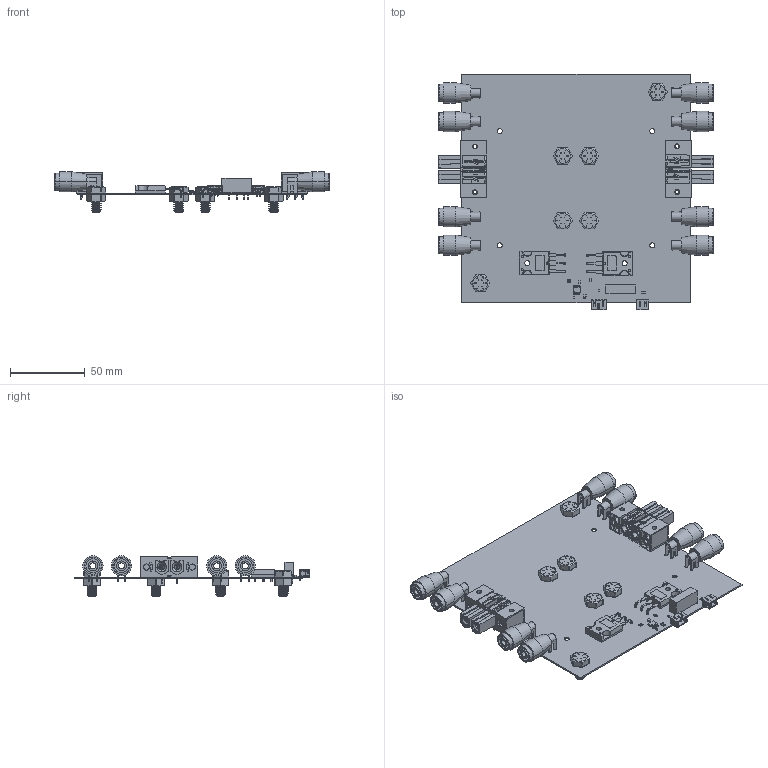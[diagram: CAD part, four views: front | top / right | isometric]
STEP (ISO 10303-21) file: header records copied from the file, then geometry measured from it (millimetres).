
FILE_DESCRIPTION(('Open CASCADE Model'),'2;1');
FILE_NAME('Open CASCADE Shape Model','2024-06-24T19:41:02',('Author'),( 'Open CASCADE'),'Open CASCADE STEP processor 7.5','Open CASCADE 7.5' ,'Unknown');
FILE_SCHEMA(('AUTOMOTIVE_DESIGN { 1 0 10303 214 1 1 1 1 }'));
Length unit declared in the file: millimetre
Products named in the file (52): PCB; Board; Open CASCADE STEP translator 7.5 1.1.1; C4; 0805_cap; MT6; screw; nut; J1; 2pin_jst; B2B-PH-SM4-TB_B2B-PH-SM4-TB; MT4; MT3; MT5; MT2; MT1; R6; 0603_res; R5; Q2; to_247; J11; banana_plug_black; J9; J12; J10; J5; U1; sip7; U2; gate_driver; R1; R4; R2; R3; Q1; J2; J7; phoenix_connector_2pin_76a; Open CASCADE STEP translator 7.5 1.26.1.1 ...
Assembly tree (78 placements, depth 4):
  PCB
    Board
      Open CASCADE STEP translator 7.5 1.1.1
    C4
      0805_cap
    MT6
      screw
      nut
    J1
      2pin_jst
        B2B-PH-SM4-TB_B2B-PH-SM4-TB
    MT4
      nut
      screw
    MT3
      nut
      screw
    MT5
      nut
      screw
    MT2
      nut
      screw
    MT1
      nut
      screw
    R6
      0603_res
    R5
      0603_res
    Q2
      to_247
    J11
      banana_plug_black
    J9
      banana_plug_black
    J12
      banana_plug_black
    J10
      banana_plug_black
    J5
      banana_plug_black
    U1
      sip7
    U2
      gate_driver
    R1
      0603_res
    R4
      0603_res
    R2
      0603_res
    R3
      0603_res
    Q1
      to_247
    J2
      banana_plug_black
    J7
      phoenix_connector_2pin_76a
Bounding box: 182.88 x 157.36 x 27.05 mm (x, y, z)
Volume: 66878 mm3; surface area: 95105 mm2
Topology: 71 solids, 71 shells, 3724 faces, 9874 edges, 6416 vertices
Faces by surface type: plane 2141, cylinder 1151, cone 264, torus 100, bspline 60, sphere 8
Full cylindrical faces by diameter (mm): 0.33 x202, 0.812 x5, 1.016 x4, 1.524 x6, 1.652 x32, 1.702 x12, 3.302 x4, 3.682 x2, 3.81 x4, 6.986 x6
Entity records: 70551 total; most frequent: CARTESIAN_POINT 16534, ORIENTED_EDGE 9936, DIRECTION 9766, EDGE_CURVE 4968, LINE 3448, VECTOR 3448, VERTEX_POINT 3226, AXIS2_PLACEMENT_3D 3159
